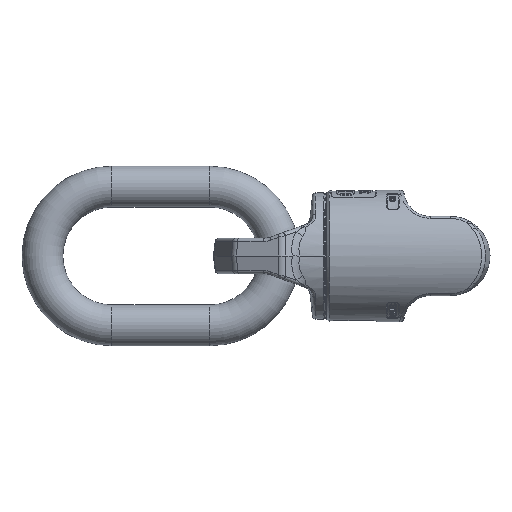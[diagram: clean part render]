
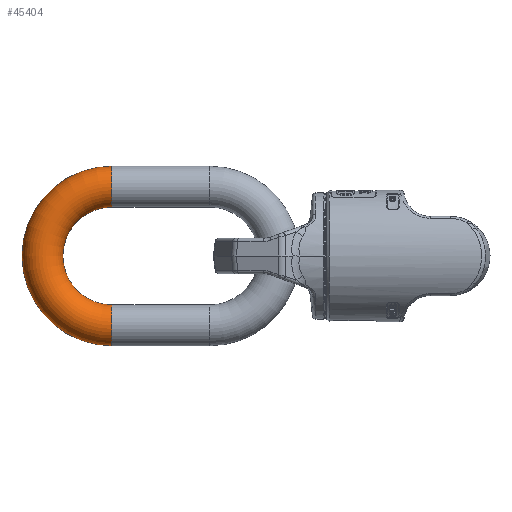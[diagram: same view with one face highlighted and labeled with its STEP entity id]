
A CAD part, left-side view. The second image highlights one B-rep face of the part: STEP entity #45404.
In plain terms, the highlighted toroidal (fillet/blend) face has major radius 78 mm and minor radius 23 mm.
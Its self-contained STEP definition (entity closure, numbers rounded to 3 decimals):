
#45286=CARTESIAN_POINT('',(-78.,110.,0.));
#45287=DIRECTION('',(0.,1.,0.));
#45288=DIRECTION('',(-1.,0.,0.));
#45289=AXIS2_PLACEMENT_3D('',#45286,#45287,#45288);
#45291=CARTESIAN_POINT('',(0.,110.,0.));
#45292=DIRECTION('',(0.,0.,-1.));
#45293=DIRECTION('',(-1.,0.,0.));
#45294=AXIS2_PLACEMENT_3D('',#45291,#45292,#45293);
#45296=CARTESIAN_POINT('',(78.,110.,0.));
#45297=DIRECTION('',(0.,-1.,0.));
#45298=DIRECTION('',(1.,0.,0.));
#45299=AXIS2_PLACEMENT_3D('',#45296,#45297,#45298);
#45339=CARTESIAN_POINT('',(0.,110.,0.));
#45340=DIRECTION('',(0.,0.,-1.));
#45341=DIRECTION('',(-1.,0.,0.));
#45342=AXIS2_PLACEMENT_3D('',#45339,#45340,#45341);
#45358=CARTESIAN_POINT('',(101.,110.,0.));
#45359=CARTESIAN_POINT('',(55.,110.,0.));
#45360=VERTEX_POINT('',#45358);
#45361=VERTEX_POINT('',#45359);
#45370=CARTESIAN_POINT('',(-101.,110.,0.));
#45371=CARTESIAN_POINT('',(-55.,110.,0.));
#45372=VERTEX_POINT('',#45370);
#45373=VERTEX_POINT('',#45371);
#45390=CARTESIAN_POINT('',(0.,110.,0.));
#45391=DIRECTION('',(0.,0.,-1.));
#45392=DIRECTION('',(1.,0.,0.));
#45393=AXIS2_PLACEMENT_3D('',#45390,#45391,#45392);
#45394=TOROIDAL_SURFACE('',#45393,78.,23.);
#45396=ORIENTED_EDGE('',*,*,#45395,.F.);
#45398=ORIENTED_EDGE('',*,*,#45397,.T.);
#45399=ORIENTED_EDGE('',*,*,#45379,.T.);
#45401=ORIENTED_EDGE('',*,*,#45400,.F.);
#45402=EDGE_LOOP('',(#45396,#45398,#45399,#45401));
#45403=FACE_OUTER_BOUND('',#45402,.F.);
#45404=ADVANCED_FACE('',(#45403),#45394,.T.);
#45290=CIRCLE('',#45289,23.);
#45295=CIRCLE('',#45294,101.);
#45300=CIRCLE('',#45299,23.);
#45343=CIRCLE('',#45342,55.);
#45379=EDGE_CURVE('',#45360,#45361,#45300,.T.);
#45395=EDGE_CURVE('',#45372,#45373,#45290,.T.);
#45397=EDGE_CURVE('',#45372,#45360,#45295,.T.);
#45400=EDGE_CURVE('',#45373,#45361,#45343,.T.);
